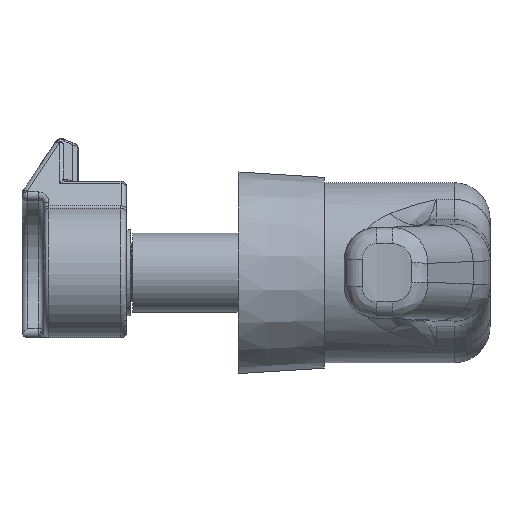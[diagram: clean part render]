
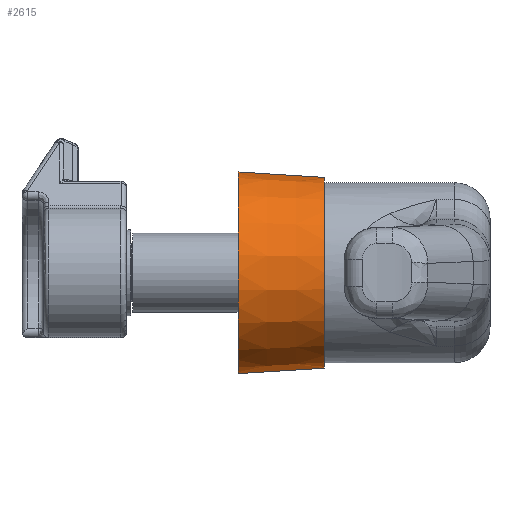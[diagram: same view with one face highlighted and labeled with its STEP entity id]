
A CAD part, front view. The second image highlights one B-rep face of the part: STEP entity #2615.
In plain terms, the highlighted conical face has half-angle 3.576 degrees and reference radius 26.5 mm.
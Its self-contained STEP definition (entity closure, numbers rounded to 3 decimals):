
#522 = AXIS2_PLACEMENT_3D ( 'NONE', #994, #4458, #3188 ) ;
#676 = DIRECTION ( 'NONE',  ( -0.998, 0., -0.062 ) ) ;
#740 = CARTESIAN_POINT ( 'NONE',  ( 0., 0., 26.5 ) ) ;
#958 = CIRCLE ( 'NONE', #4627, 28. ) ;
#991 = DIRECTION ( 'NONE',  ( 0., 0., 1. ) ) ;
#994 = CARTESIAN_POINT ( 'NONE',  ( 0., 0., 0. ) ) ;
#998 = EDGE_CURVE ( 'NONE', #3068, #1586, #958, .T. ) ;
#1548 = CONICAL_SURFACE ( 'NONE', #522, 26.5, 0.062 ) ;
#1586 = VERTEX_POINT ( 'NONE', #11879 ) ;
#1940 = CARTESIAN_POINT ( 'NONE',  ( 0., 0., -26.5 ) ) ;
#1977 = DIRECTION ( 'NONE',  ( 0., 0., 1. ) ) ;
#2232 = DIRECTION ( 'NONE',  ( -1., 0., 0. ) ) ;
#2615 = ADVANCED_FACE ( 'NONE', ( #5678 ), #1548, .T. ) ;
#3068 = VERTEX_POINT ( 'NONE', #8971 ) ;
#3179 = LINE ( 'NONE', #1940, #7089 ) ;
#3188 = DIRECTION ( 'NONE',  ( 0., 0., 1. ) ) ;
#3213 = DIRECTION ( 'NONE',  ( -1., 0., 0. ) ) ;
#3483 = CARTESIAN_POINT ( 'NONE',  ( 0., 0., 0. ) ) ;
#3576 = EDGE_CURVE ( 'NONE', #6488, #3068, #3179, .T. ) ;
#4458 = DIRECTION ( 'NONE',  ( -1., 0., 0. ) ) ;
#4472 = VERTEX_POINT ( 'NONE', #740 ) ;
#4481 = CARTESIAN_POINT ( 'NONE',  ( -24., 0., 0. ) ) ;
#4627 = AXIS2_PLACEMENT_3D ( 'NONE', #4481, #3213, #1977 ) ;
#4993 = DIRECTION ( 'NONE',  ( -0.998, 0., 0.062 ) ) ;
#5353 = EDGE_CURVE ( 'NONE', #4472, #1586, #7448, .T. ) ;
#5678 = FACE_OUTER_BOUND ( 'NONE', #8343, .T. ) ;
#6223 = CARTESIAN_POINT ( 'NONE',  ( 0., 0., 26.5 ) ) ;
#6488 = VERTEX_POINT ( 'NONE', #7425 ) ;
#6870 = VECTOR ( 'NONE', #4993, 1000. ) ;
#7089 = VECTOR ( 'NONE', #676, 1000. ) ;
#7425 = CARTESIAN_POINT ( 'NONE',  ( 0., 0., -26.5 ) ) ;
#7426 = ORIENTED_EDGE ( 'NONE', *, *, #998, .F. ) ;
#7448 = LINE ( 'NONE', #6223, #6870 ) ;
#7705 = ORIENTED_EDGE ( 'NONE', *, *, #7846, .T. ) ;
#7846 = EDGE_CURVE ( 'NONE', #6488, #4472, #11639, .T. ) ;
#8343 = EDGE_LOOP ( 'NONE', ( #10552, #7705, #9869, #7426 ) ) ;
#8717 = AXIS2_PLACEMENT_3D ( 'NONE', #3483, #2232, #991 ) ;
#8971 = CARTESIAN_POINT ( 'NONE',  ( -24., 0., -28. ) ) ;
#9869 = ORIENTED_EDGE ( 'NONE', *, *, #5353, .T. ) ;
#10552 = ORIENTED_EDGE ( 'NONE', *, *, #3576, .F. ) ;
#11639 = CIRCLE ( 'NONE', #8717, 26.5 ) ;
#11879 = CARTESIAN_POINT ( 'NONE',  ( -24., 0., 28. ) ) ;
